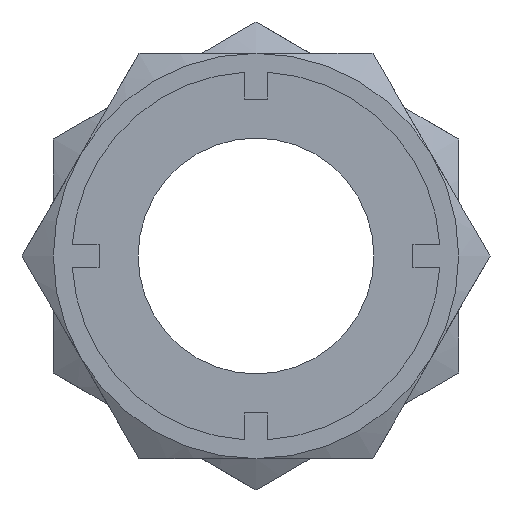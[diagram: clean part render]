
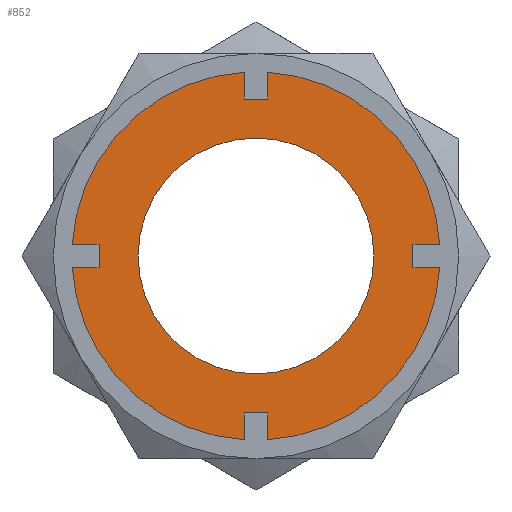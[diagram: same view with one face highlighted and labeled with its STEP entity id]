
A CAD part, left-side view. The second image highlights one B-rep face of the part: STEP entity #852.
In plain terms, the highlighted planar face has unit normal (-1, 0, 0).
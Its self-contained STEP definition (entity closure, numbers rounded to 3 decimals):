
#328=EDGE_CURVE('',#914,#494,#937,.T.);
#334=EDGE_CURVE('',#520,#518,#943,.T.);
#362=EDGE_CURVE('',#616,#742,#975,.T.);
#430=EDGE_CURVE('',#490,#658,#1054,.T.);
#448=EDGE_CURVE('',#788,#592,#1073,.T.);
#488=EDGE_CURVE('',#586,#914,#1117,.T.);
#490=VERTEX_POINT('',#1119);
#494=VERTEX_POINT('',#1124);
#508=VERTEX_POINT('',#1139);
#518=VERTEX_POINT('',#1150);
#520=VERTEX_POINT('',#1152);
#578=EDGE_CURVE('',#586,#742,#1217,.T.);
#586=VERTEX_POINT('',#1228);
#588=VERTEX_POINT('',#1230);
#592=VERTEX_POINT('',#1234);
#598=EDGE_CURVE('',#588,#740,#1240,.T.);
#616=VERTEX_POINT('',#1261);
#620=EDGE_CURVE('',#658,#648,#1265,.T.);
#646=EDGE_CURVE('',#746,#740,#1293,.T.);
#648=VERTEX_POINT('',#1295);
#658=VERTEX_POINT('',#1308);
#688=EDGE_CURVE('',#592,#788,#1341,.T.);
#702=VERTEX_POINT('',#1357);
#720=EDGE_CURVE('',#702,#616,#1375,.T.);
#728=EDGE_CURVE('',#490,#508,#1383,.T.);
#740=VERTEX_POINT('',#1397);
#742=VERTEX_POINT('',#1399);
#746=VERTEX_POINT('',#1403);
#762=EDGE_CURVE('',#520,#830,#1422,.T.);
#788=VERTEX_POINT('',#1450);
#806=EDGE_CURVE('',#494,#508,#1470,.T.);
#812=EDGE_CURVE('',#830,#746,#1476,.T.);
#830=VERTEX_POINT('',#1495);
#852=ADVANCED_FACE('',(#1518,#1519),#1520,.T.);
#880=EDGE_CURVE('',#648,#518,#1549,.T.);
#900=EDGE_CURVE('',#588,#702,#1571,.T.);
#914=VERTEX_POINT('',#1588);
#937=LINE('',#1605,#1606);
#943=CIRCLE('',#1615,25.0);
#975=LINE('',#1673,#1674);
#1054=LINE('',#1818,#1819);
#1073=CIRCLE('',#1861,16.0);
#1117=LINE('',#1943,#1944);
#1119=CARTESIAN_POINT('',(-28.,-1.6,24.949));
#1124=CARTESIAN_POINT('',(-28.0,-21.3,1.6));
#1139=CARTESIAN_POINT('',(-28.,-24.949,1.6));
#1150=CARTESIAN_POINT('',(-28.,1.6,24.949));
#1152=CARTESIAN_POINT('',(-28.,24.949,1.6));
#1217=CIRCLE('',#2151,25.0);
#1228=CARTESIAN_POINT('',(-28.,-24.949,-1.6));
#1230=CARTESIAN_POINT('',(-28.,1.6,-24.949));
#1234=CARTESIAN_POINT('',(-28.,0.,16.));
#1240=CIRCLE('',#2177,25.0);
#1261=CARTESIAN_POINT('',(-28.0,-1.6,-21.3));
#1265=LINE('',#2247,#2248);
#1293=LINE('',#2304,#2305);
#1295=CARTESIAN_POINT('',(-28.0,1.6,21.3));
#1308=CARTESIAN_POINT('',(-28.0,-1.6,21.3));
#1341=CIRCLE('',#2381,16.0);
#1357=CARTESIAN_POINT('',(-28.0,1.6,-21.3));
#1375=LINE('',#2445,#2446);
#1383=CIRCLE('',#2466,25.0);
#1397=CARTESIAN_POINT('',(-28.,24.949,-1.6));
#1399=CARTESIAN_POINT('',(-28.,-1.6,-24.949));
#1403=CARTESIAN_POINT('',(-28.0,21.3,-1.6));
#1422=LINE('',#2533,#2534);
#1450=CARTESIAN_POINT('',(-28.,0.,-16.));
#1470=LINE('',#2623,#2624);
#1476=LINE('',#2643,#2644);
#1495=CARTESIAN_POINT('',(-28.0,21.3,1.6));
#1518=FACE_BOUND('',#2737,.T.);
#1519=FACE_OUTER_BOUND('',#2738,.T.);
#1520=PLANE('',#2739);
#1549=LINE('',#2818,#2819);
#1571=LINE('',#2856,#2857);
#1588=CARTESIAN_POINT('',(-28.0,-21.3,-1.6));
#1605=CARTESIAN_POINT('',(-28.,-21.3,11.05));
#1606=VECTOR('',#2890,1.0);
#1615=AXIS2_PLACEMENT_3D('',#2892,#2893,#2894);
#1673=CARTESIAN_POINT('',(-28.,-1.6,-2.25));
#1674=VECTOR('',#2930,1.0);
#1818=CARTESIAN_POINT('',(-28.,-1.6,20.9));
#1819=VECTOR('',#3033,1.0);
#1861=AXIS2_PLACEMENT_3D('',#3048,#3049,#3050);
#1943=CARTESIAN_POINT('',(-28.,-10.65,-1.6));
#1944=VECTOR('',#3101,1.0);
#2151=AXIS2_PLACEMENT_3D('',#3212,#3213,#3214);
#2177=AXIS2_PLACEMENT_3D('',#3243,#3244,#3245);
#2247=CARTESIAN_POINT('',(-28.,0.8,21.3));
#2248=VECTOR('',#3273,1.0);
#2304=CARTESIAN_POINT('',(-28.,12.5,-1.6));
#2305=VECTOR('',#3298,1.0);
#2381=AXIS2_PLACEMENT_3D('',#3355,#3356,#3357);
#2445=CARTESIAN_POINT('',(-28.,-0.8,-21.3));
#2446=VECTOR('',#3384,1.0);
#2466=AXIS2_PLACEMENT_3D('',#3388,#3389,#3390);
#2533=CARTESIAN_POINT('',(-28.,10.65,1.6));
#2534=VECTOR('',#3441,1.0);
#2623=CARTESIAN_POINT('',(-28.,-12.5,1.6));
#2624=VECTOR('',#3478,1.0);
#2643=CARTESIAN_POINT('',(-28.,21.3,9.45));
#2644=VECTOR('',#3480,1.0);
#2737=EDGE_LOOP('',(#3510,#3511));
#2738=EDGE_LOOP('',(#3512,#3513,#3514,#3515,#3516,#3517,#3518,#3519,#3520,#3521,#3522,#3523,#3524,#3525,#3526,#3527));
#2739=AXIS2_PLACEMENT_3D('',#3528,#3529,#3530);
#2818=CARTESIAN_POINT('',(-28.,1.6,22.75));
#2819=VECTOR('',#3551,1.0);
#2856=CARTESIAN_POINT('',(-28.,1.6,-0.4));
#2857=VECTOR('',#3568,1.0);
#2890=DIRECTION('',(0.0,0.0,1.0));
#2892=CARTESIAN_POINT('',(-28.,0.,0.));
#2893=DIRECTION('',(1.0,0.0,-0.0));
#2894=DIRECTION('',(0.0,0.,1.0));
#2930=DIRECTION('',(0.0,0.0,-1.0));
#3033=DIRECTION('',(0.0,0.0,-1.0));
#3048=CARTESIAN_POINT('',(-28.,0.,0.));
#3049=DIRECTION('',(1.0,0.0,-0.0));
#3050=DIRECTION('',(0.0,0.,1.0));
#3101=DIRECTION('',(0.0,1.0,0.0));
#3212=CARTESIAN_POINT('',(-28.,0.,0.));
#3213=DIRECTION('',(1.0,0.0,-0.0));
#3214=DIRECTION('',(0.0,0.,1.0));
#3243=CARTESIAN_POINT('',(-28.,0.,0.));
#3244=DIRECTION('',(1.0,0.0,-0.0));
#3245=DIRECTION('',(0.0,0.,1.0));
#3273=DIRECTION('',(0.0,1.0,0.0));
#3298=DIRECTION('',(0.0,1.0,0.0));
#3355=CARTESIAN_POINT('',(-28.,0.,0.));
#3356=DIRECTION('',(1.0,0.0,-0.0));
#3357=DIRECTION('',(0.0,0.,1.0));
#3384=DIRECTION('',(0.0,-1.0,0.0));
#3388=CARTESIAN_POINT('',(-28.,0.,0.));
#3389=DIRECTION('',(1.0,0.0,-0.0));
#3390=DIRECTION('',(0.0,0.,1.0));
#3441=DIRECTION('',(0.0,-1.0,0.0));
#3478=DIRECTION('',(0.0,-1.0,0.0));
#3480=DIRECTION('',(0.0,0.0,-1.0));
#3510=ORIENTED_EDGE('',*,*,#688,.T.);
#3511=ORIENTED_EDGE('',*,*,#448,.T.);
#3512=ORIENTED_EDGE('',*,*,#488,.T.);
#3513=ORIENTED_EDGE('',*,*,#328,.T.);
#3514=ORIENTED_EDGE('',*,*,#806,.T.);
#3515=ORIENTED_EDGE('',*,*,#728,.F.);
#3516=ORIENTED_EDGE('',*,*,#430,.T.);
#3517=ORIENTED_EDGE('',*,*,#620,.T.);
#3518=ORIENTED_EDGE('',*,*,#880,.T.);
#3519=ORIENTED_EDGE('',*,*,#334,.F.);
#3520=ORIENTED_EDGE('',*,*,#762,.T.);
#3521=ORIENTED_EDGE('',*,*,#812,.T.);
#3522=ORIENTED_EDGE('',*,*,#646,.T.);
#3523=ORIENTED_EDGE('',*,*,#598,.F.);
#3524=ORIENTED_EDGE('',*,*,#900,.T.);
#3525=ORIENTED_EDGE('',*,*,#720,.T.);
#3526=ORIENTED_EDGE('',*,*,#362,.T.);
#3527=ORIENTED_EDGE('',*,*,#578,.F.);
#3528=CARTESIAN_POINT('',(-28.,0.,20.5));
#3529=DIRECTION('',(-1.0,-0.0,0.0));
#3530=DIRECTION('',(0.0,0.,-1.0));
#3551=DIRECTION('',(0.0,0.0,1.0));
#3568=DIRECTION('',(0.0,0.0,1.0));
